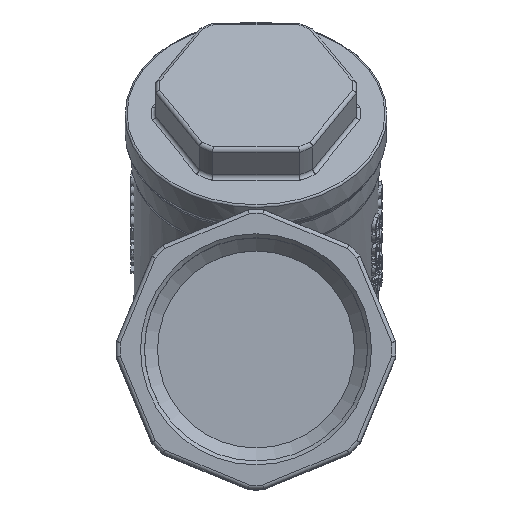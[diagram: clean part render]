
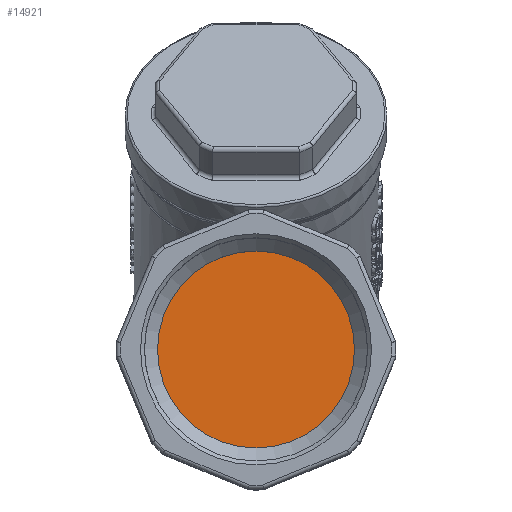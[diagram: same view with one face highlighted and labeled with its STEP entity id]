
A CAD part, top view. The second image highlights one B-rep face of the part: STEP entity #14921.
In plain terms, the highlighted planar face has unit normal (0, 0, 1).
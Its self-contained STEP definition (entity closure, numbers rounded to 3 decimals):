
#3403=PLANE('',#15623);
#4214=FACE_OUTER_BOUND('',#5090,.T.);
#5090=EDGE_LOOP('',(#12864));
#5450=CIRCLE('',#15621,25.);
#6819=VERTEX_POINT('',#35756);
#8877=EDGE_CURVE('',#6819,#6819,#5450,.T.);
#12864=ORIENTED_EDGE('',*,*,#8877,.T.);
#14921=ADVANCED_FACE('',(#4214),#3403,.T.);
#15621=AXIS2_PLACEMENT_3D('',#35757,#17768,#17769);
#15623=AXIS2_PLACEMENT_3D('',#35759,#17772,#17773);
#17768=DIRECTION('center_axis',(0.,0.,1.));
#17769=DIRECTION('ref_axis',(1.,0.,0.));
#17772=DIRECTION('center_axis',(0.,0.,1.));
#17773=DIRECTION('ref_axis',(1.,0.,0.));
#35756=CARTESIAN_POINT('',(25.,0.,100.));
#35757=CARTESIAN_POINT('Origin',(0.,0.,100.));
#35759=CARTESIAN_POINT('Origin',(0.,0.,100.));
